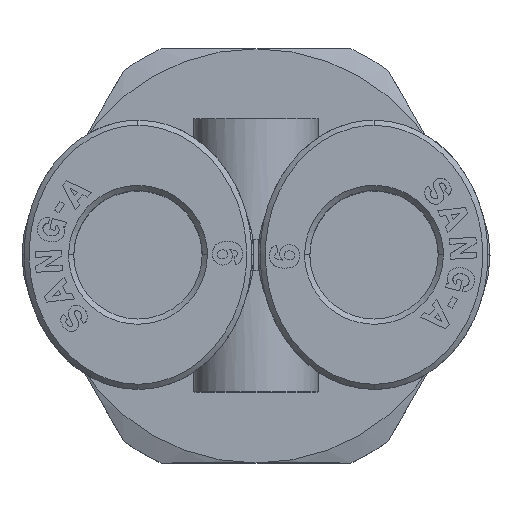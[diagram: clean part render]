
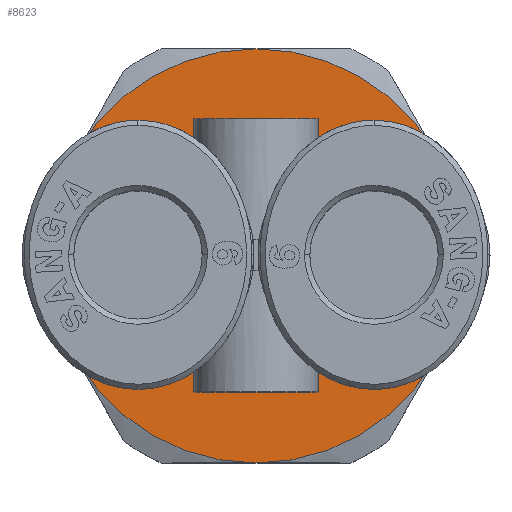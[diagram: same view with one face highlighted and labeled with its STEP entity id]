
A CAD part, top view. The second image highlights one B-rep face of the part: STEP entity #8623.
In plain terms, the highlighted face is planar.
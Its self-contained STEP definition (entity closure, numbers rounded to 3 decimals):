
#63 = CARTESIAN_POINT ( 'NONE',  ( 7.982, 0., 5.484 ) ) ;
#556 = DIRECTION ( 'NONE',  ( 0., 0., -1. ) ) ;
#582 = CIRCLE ( 'NONE', #9557, 5.6 ) ;
#958 = AXIS2_PLACEMENT_3D ( 'NONE', #63, #9826, #4904 ) ;
#1004 = EDGE_CURVE ( 'NONE', #11464, #2680, #8542, .T. ) ;
#1144 = ORIENTED_EDGE ( 'NONE', *, *, #17118, .T. ) ;
#1838 = CARTESIAN_POINT ( 'NONE',  ( 7.982, 0., 11.084 ) ) ;
#1910 = AXIS2_PLACEMENT_3D ( 'NONE', #9622, #18080, #21157 ) ;
#2111 = CARTESIAN_POINT ( 'NONE',  ( 7.982, -2.8, 5.484 ) ) ;
#2680 = VERTEX_POINT ( 'NONE', #1838 ) ;
#3491 = DIRECTION ( 'NONE',  ( -1., 0., 0. ) ) ;
#3708 = AXIS2_PLACEMENT_3D ( 'NONE', #13354, #3491, #6818 ) ;
#3794 = CARTESIAN_POINT ( 'NONE',  ( 7.982, 0., 5.484 ) ) ;
#3862 = FACE_BOUND ( 'NONE', #20875, .T. ) ;
#4074 = DIRECTION ( 'NONE',  ( 0., 0., 1. ) ) ;
#4179 = CARTESIAN_POINT ( 'NONE',  ( 7.982, 0., 5.484 ) ) ;
#4511 = AXIS2_PLACEMENT_3D ( 'NONE', #20474, #9103, #14015 ) ;
#4904 = DIRECTION ( 'NONE',  ( 0., 0., -1. ) ) ;
#5273 = VERTEX_POINT ( 'NONE', #18720 ) ;
#5310 = CARTESIAN_POINT ( 'NONE',  ( 7.982, 0., 5.484 ) ) ;
#6005 = CIRCLE ( 'NONE', #3708, 10. ) ;
#6411 = DIRECTION ( 'NONE',  ( 0., 0., -1. ) ) ;
#6684 = EDGE_CURVE ( 'NONE', #13534, #7393, #12681, .T. ) ;
#6818 = DIRECTION ( 'NONE',  ( 0., 0., -1. ) ) ;
#6895 = CIRCLE ( 'NONE', #958, 10. ) ;
#6948 = ORIENTED_EDGE ( 'NONE', *, *, #12519, .T. ) ;
#7107 = AXIS2_PLACEMENT_3D ( 'NONE', #5310, #10661, #4074 ) ;
#7127 = DIRECTION ( 'NONE',  ( 0., 0., 1. ) ) ;
#7272 = ORIENTED_EDGE ( 'NONE', *, *, #1004, .T. ) ;
#7393 = VERTEX_POINT ( 'NONE', #17833 ) ;
#8128 = CARTESIAN_POINT ( 'NONE',  ( 7.982, -5., -3.176 ) ) ;
#8167 = DIRECTION ( 'NONE',  ( -1., 0., 0. ) ) ;
#8341 = CARTESIAN_POINT ( 'NONE',  ( 7.982, 0., -0.116 ) ) ;
#8542 = CIRCLE ( 'NONE', #7107, 5.6 ) ;
#8623 = ADVANCED_FACE ( 'NONE', ( #3862, #12123 ), #11990, .T. ) ;
#8936 = VERTEX_POINT ( 'NONE', #19665 ) ;
#9103 = DIRECTION ( 'NONE',  ( -1., 0., 0. ) ) ;
#9201 = VERTEX_POINT ( 'NONE', #10691 ) ;
#9557 = AXIS2_PLACEMENT_3D ( 'NONE', #3794, #16980, #7127 ) ;
#9622 = CARTESIAN_POINT ( 'NONE',  ( 7.982, 0., 5.484 ) ) ;
#9826 = DIRECTION ( 'NONE',  ( -1., 0., 0. ) ) ;
#10215 = CIRCLE ( 'NONE', #1910, 10. ) ;
#10660 = AXIS2_PLACEMENT_3D ( 'NONE', #15469, #13648, #556 ) ;
#10661 = DIRECTION ( 'NONE',  ( 1., 0., 0. ) ) ;
#10691 = CARTESIAN_POINT ( 'NONE',  ( 7.982, 5., 14.144 ) ) ;
#10915 = ORIENTED_EDGE ( 'NONE', *, *, #20714, .T. ) ;
#11271 = AXIS2_PLACEMENT_3D ( 'NONE', #2111, #13698, #13618 ) ;
#11464 = VERTEX_POINT ( 'NONE', #8341 ) ;
#11853 = EDGE_CURVE ( 'NONE', #16087, #13534, #6005, .T. ) ;
#11990 = PLANE ( 'NONE',  #11271 ) ;
#12123 = FACE_OUTER_BOUND ( 'NONE', #15922, .T. ) ;
#12319 = VERTEX_POINT ( 'NONE', #14672 ) ;
#12519 = EDGE_CURVE ( 'NONE', #2680, #11464, #582, .T. ) ;
#12539 = EDGE_CURVE ( 'NONE', #7393, #8936, #17325, .T. ) ;
#12681 = CIRCLE ( 'NONE', #4511, 10. ) ;
#13354 = CARTESIAN_POINT ( 'NONE',  ( 7.982, 0., 5.484 ) ) ;
#13534 = VERTEX_POINT ( 'NONE', #8128 ) ;
#13618 = DIRECTION ( 'NONE',  ( 0., 0., 1. ) ) ;
#13648 = DIRECTION ( 'NONE',  ( -1., 0., 0. ) ) ;
#13698 = DIRECTION ( 'NONE',  ( -1., 0., 0. ) ) ;
#13870 = ORIENTED_EDGE ( 'NONE', *, *, #12539, .T. ) ;
#14015 = DIRECTION ( 'NONE',  ( 0., 0., -1. ) ) ;
#14471 = DIRECTION ( 'NONE',  ( -1., 0., 0. ) ) ;
#14560 = CIRCLE ( 'NONE', #20718, 10. ) ;
#14672 = CARTESIAN_POINT ( 'NONE',  ( 7.982, 10., 5.484 ) ) ;
#14756 = DIRECTION ( 'NONE',  ( 0., 0., -1. ) ) ;
#14890 = ORIENTED_EDGE ( 'NONE', *, *, #11853, .T. ) ;
#15469 = CARTESIAN_POINT ( 'NONE',  ( 7.982, 0., 5.484 ) ) ;
#15922 = EDGE_LOOP ( 'NONE', ( #13870, #17470, #1144, #10915, #18900, #14890, #18526 ) ) ;
#15936 = EDGE_CURVE ( 'NONE', #8936, #9201, #6895, .T. ) ;
#16087 = VERTEX_POINT ( 'NONE', #20042 ) ;
#16980 = DIRECTION ( 'NONE',  ( 1., 0., 0. ) ) ;
#17090 = EDGE_CURVE ( 'NONE', #5273, #16087, #14560, .T. ) ;
#17118 = EDGE_CURVE ( 'NONE', #9201, #12319, #10215, .T. ) ;
#17325 = CIRCLE ( 'NONE', #10660, 10. ) ;
#17460 = AXIS2_PLACEMENT_3D ( 'NONE', #17733, #14471, #6411 ) ;
#17470 = ORIENTED_EDGE ( 'NONE', *, *, #15936, .T. ) ;
#17733 = CARTESIAN_POINT ( 'NONE',  ( 7.982, 0., 5.484 ) ) ;
#17833 = CARTESIAN_POINT ( 'NONE',  ( 7.982, -10., 5.484 ) ) ;
#18080 = DIRECTION ( 'NONE',  ( -1., 0., 0. ) ) ;
#18526 = ORIENTED_EDGE ( 'NONE', *, *, #6684, .T. ) ;
#18720 = CARTESIAN_POINT ( 'NONE',  ( 7.982, 5., -3.176 ) ) ;
#18900 = ORIENTED_EDGE ( 'NONE', *, *, #17090, .T. ) ;
#19302 = CIRCLE ( 'NONE', #17460, 10. ) ;
#19665 = CARTESIAN_POINT ( 'NONE',  ( 7.982, -5., 14.144 ) ) ;
#20042 = CARTESIAN_POINT ( 'NONE',  ( 7.982, 0., -4.516 ) ) ;
#20474 = CARTESIAN_POINT ( 'NONE',  ( 7.982, 0., 5.484 ) ) ;
#20714 = EDGE_CURVE ( 'NONE', #12319, #5273, #19302, .T. ) ;
#20718 = AXIS2_PLACEMENT_3D ( 'NONE', #4179, #8167, #14756 ) ;
#20875 = EDGE_LOOP ( 'NONE', ( #6948, #7272 ) ) ;
#21157 = DIRECTION ( 'NONE',  ( 0., 0., -1. ) ) ;
